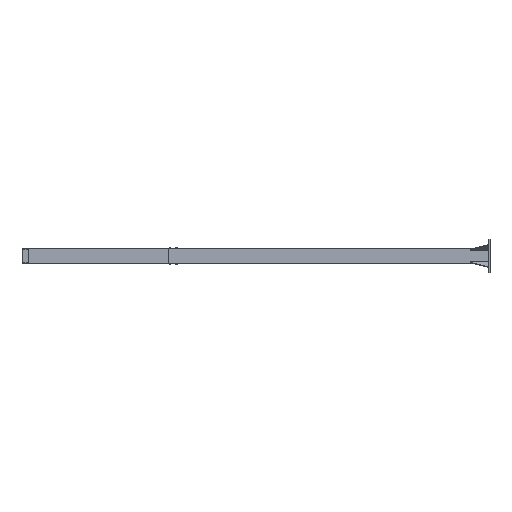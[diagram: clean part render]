
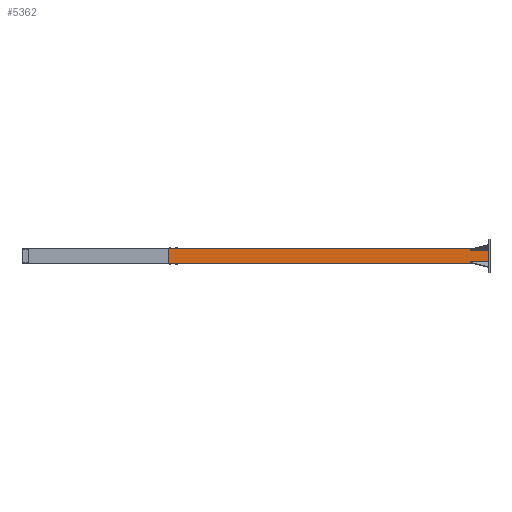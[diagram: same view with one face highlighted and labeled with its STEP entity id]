
A CAD part, left-side view. The second image highlights one B-rep face of the part: STEP entity #5362.
In plain terms, the highlighted planar face has unit normal (-1, 0, 0).
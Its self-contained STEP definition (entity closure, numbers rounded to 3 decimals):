
#195 = VERTEX_POINT ( 'NONE', #3975 ) ;
#380 = CARTESIAN_POINT ( 'NONE',  ( -25., 0., -54.5 ) ) ;
#446 = CARTESIAN_POINT ( 'NONE',  ( -25., 2300., 54.5 ) ) ;
#520 = LINE ( 'NONE', #1191, #9451 ) ;
#598 = VECTOR ( 'NONE', #9353, 1000. ) ;
#1191 = CARTESIAN_POINT ( 'NONE',  ( -25., 2300., -54.5 ) ) ;
#1261 = EDGE_CURVE ( 'NONE', #2724, #195, #7223, .T. ) ;
#1497 = EDGE_CURVE ( 'NONE', #4969, #2724, #4017, .T. ) ;
#1812 = AXIS2_PLACEMENT_3D ( 'NONE', #2721, #7671, #7866 ) ;
#1963 = ORIENTED_EDGE ( 'NONE', *, *, #1261, .F. ) ;
#2511 = VECTOR ( 'NONE', #6054, 1000. ) ;
#2721 = CARTESIAN_POINT ( 'NONE',  ( -25., 2300., -54.5 ) ) ;
#2724 = VERTEX_POINT ( 'NONE', #446 ) ;
#3485 = DIRECTION ( 'NONE',  ( 0., -1., 0. ) ) ;
#3701 = DIRECTION ( 'NONE',  ( 0., 0., 1. ) ) ;
#3962 = CARTESIAN_POINT ( 'NONE',  ( -25., 2300., -54.5 ) ) ;
#3975 = CARTESIAN_POINT ( 'NONE',  ( -25., 0., 54.5 ) ) ;
#4017 = LINE ( 'NONE', #3962, #2511 ) ;
#4283 = VECTOR ( 'NONE', #3701, 1000. ) ;
#4357 = EDGE_CURVE ( 'NONE', #5479, #195, #5782, .T. ) ;
#4967 = ORIENTED_EDGE ( 'NONE', *, *, #4357, .T. ) ;
#4969 = VERTEX_POINT ( 'NONE', #8296 ) ;
#5362 = ADVANCED_FACE ( 'NONE', ( #5585 ), #7139, .F. ) ;
#5479 = VERTEX_POINT ( 'NONE', #380 ) ;
#5585 = FACE_OUTER_BOUND ( 'NONE', #8601, .T. ) ;
#5782 = LINE ( 'NONE', #8748, #4283 ) ;
#6054 = DIRECTION ( 'NONE',  ( 0., 0., 1. ) ) ;
#6104 = ORIENTED_EDGE ( 'NONE', *, *, #1497, .F. ) ;
#7139 = PLANE ( 'NONE',  #1812 ) ;
#7223 = LINE ( 'NONE', #7951, #598 ) ;
#7523 = ORIENTED_EDGE ( 'NONE', *, *, #8895, .T. ) ;
#7671 = DIRECTION ( 'NONE',  ( 1., 0., 0. ) ) ;
#7866 = DIRECTION ( 'NONE',  ( 0., 0., -1. ) ) ;
#7951 = CARTESIAN_POINT ( 'NONE',  ( -25., 2300., 54.5 ) ) ;
#8296 = CARTESIAN_POINT ( 'NONE',  ( -25., 2300., -54.5 ) ) ;
#8601 = EDGE_LOOP ( 'NONE', ( #4967, #1963, #6104, #7523 ) ) ;
#8748 = CARTESIAN_POINT ( 'NONE',  ( -25., 0., -54.5 ) ) ;
#8895 = EDGE_CURVE ( 'NONE', #4969, #5479, #520, .T. ) ;
#9353 = DIRECTION ( 'NONE',  ( 0., -1., 0. ) ) ;
#9451 = VECTOR ( 'NONE', #3485, 1000. ) ;
